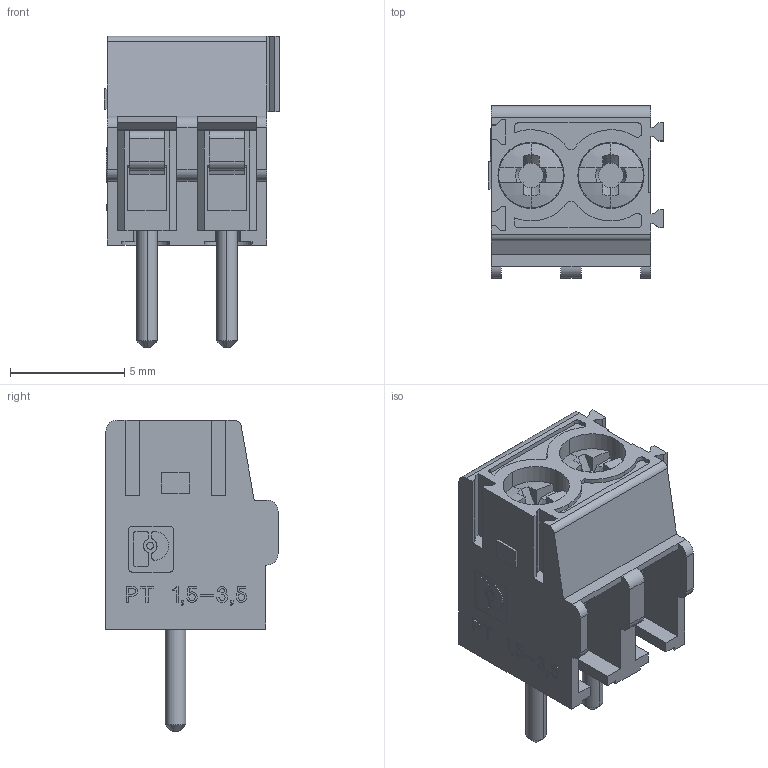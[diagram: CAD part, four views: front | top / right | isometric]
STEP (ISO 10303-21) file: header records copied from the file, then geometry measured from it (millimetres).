
FILE_DESCRIPTION (( 'STEP AP214' ), '1' );
FILE_NAME ('1984617.STEP', '2021-10-29T09:40:44', ( '' ), ( '' ), 'SwSTEP 2.0', 'SolidWorks 2018', '' );
FILE_SCHEMA (( 'AUTOMOTIVE_DESIGN' ));
Length unit declared in the file: millimetre
Products named in the file (2): 1984617
Bounding box: 7.7 x 7.55 x 13.65 mm (x, y, z)
Volume: 324.6 mm3; surface area: 966.1 mm2
Topology: 5 solids, 5 shells, 598 faces, 1697 edges, 1126 vertices
Faces by surface type: plane 473, cylinder 96, cone 16, sphere 8, bspline 5
Entity records: 19941 total; most frequent: CARTESIAN_POINT 4103, ORIENTED_EDGE 3394, DIRECTION 3108, EDGE_CURVE 1697, LINE 1398, VECTOR 1398, VERTEX_POINT 1126, AXIS2_PLACEMENT_3D 855
